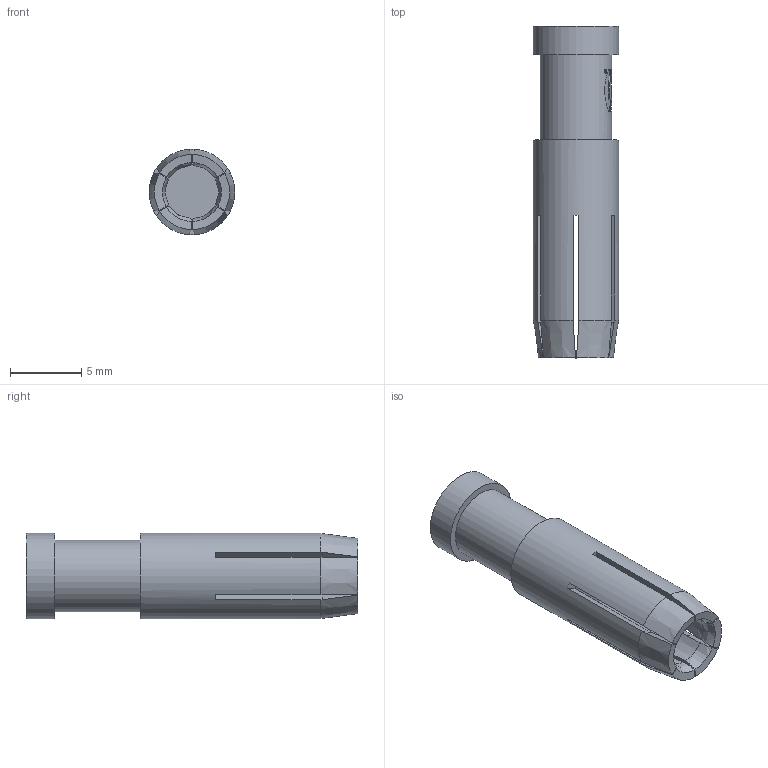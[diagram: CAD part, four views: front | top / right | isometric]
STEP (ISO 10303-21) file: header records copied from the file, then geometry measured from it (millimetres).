
FILE_DESCRIPTION(/* description */ (''),/* implementation_level */ '2;1');
FILE_NAME(/* name */ '100198454ugm000_b.stp',/* time_stamp */ '2017-11-03T09:40:27+01:00',/* author */ (''),/* organization */ (''),/* preprocessor_version */ 'ST-DEVELOPER v16',/* originating_system */ 'SIEMENS PLM Software NX 10.0',/* authorisation */ '');
FILE_SCHEMA (('AUTOMOTIVE_DESIGN { 1 0 10303 214 3 1 1 1 }'));
Length unit declared in the file: millimetre
Products named in the file (1): 100198454ugm000_b
Bounding box: 6 x 23.3 x 6 mm (x, y, z)
Surface area: 821 mm2 (no closed solid volume)
Topology: 0 solids, 1 shells, 170 faces, 481 edges, 323 vertices
Faces by surface type: plane 112, cylinder 25, cone 18, bspline 15
Full cylindrical faces by diameter (mm): 0.226 x1, 0.296 x1, 4.2 x1, 4.3 x1, 5 x1, 6 x2
Entity records: 6527 total; most frequent: CARTESIAN_POINT 1702, ORIENTED_EDGE 924, DIRECTION 865, EDGE_CURVE 462, AXIS2_PLACEMENT_3D 323, VERTEX_POINT 320, LINE 219, VECTOR 219
